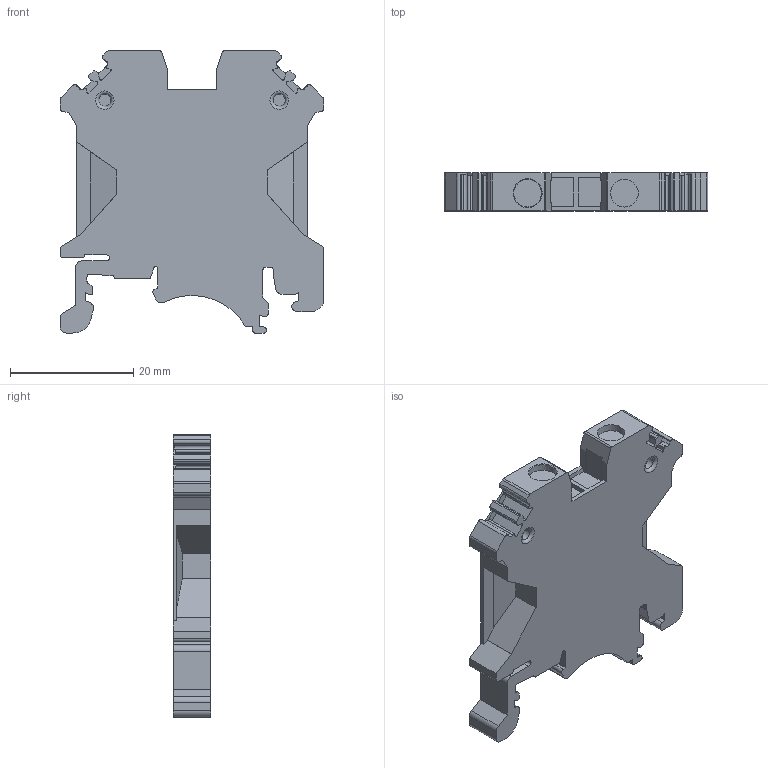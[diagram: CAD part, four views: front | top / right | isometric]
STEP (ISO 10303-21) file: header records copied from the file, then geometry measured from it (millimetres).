
FILE_DESCRIPTION( ( 'STEP AP203' ), '1' );
FILE_NAME( 'CDU4NB.stp', '2023-01-09T07:59:59', ( ' ' ), ( ' ' ), 'XStep 1.0', ' ', ' ' );
FILE_SCHEMA( ( 'CONFIG_CONTROL_DESIGN) ( )' ) );
Length unit declared in the file: metre
Products named in the file (1): 1
Bounding box: 42.8 x 6.15 x 45.8 mm (x, y, z)
Volume: 8162.4 mm3; surface area: 4695.7 mm2
Topology: 1 solids, 1 shells, 228 faces, 656 edges, 436 vertices
Faces by surface type: plane 146, cylinder 79, torus 2, cone 1
Full cylindrical faces by diameter (mm): 2 x4, 4.5 x2
Entity records: 7445 total; most frequent: CARTESIAN_POINT 1306, ORIENTED_EDGE 1288, DIRECTION 1267, EDGE_CURVE 644, LINE 479, VECTOR 479, VERTEX_POINT 433, AXIS2_PLACEMENT_3D 394
